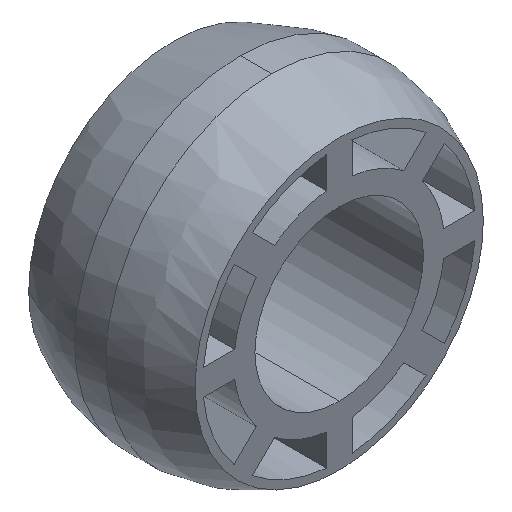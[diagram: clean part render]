
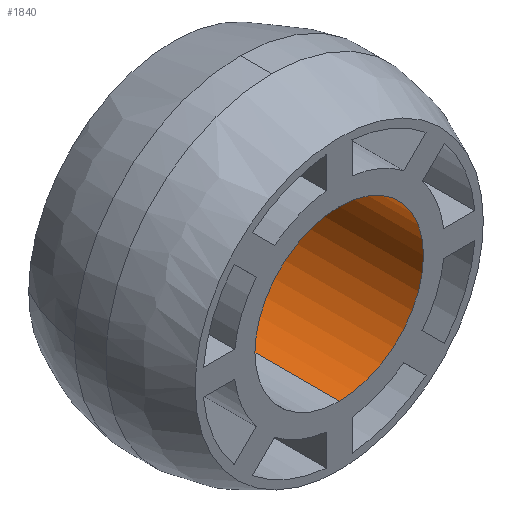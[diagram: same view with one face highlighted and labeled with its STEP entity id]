
A CAD part, isometric view. The second image highlights one B-rep face of the part: STEP entity #1840.
In plain terms, the highlighted cylindrical face has radius 6.433 mm (diameter 12.865 mm), a partial arc.
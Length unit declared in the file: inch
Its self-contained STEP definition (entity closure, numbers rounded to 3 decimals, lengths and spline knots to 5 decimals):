
#24 = CIRCLE ( 'NONE', #74, 0.25325 ) ;
#74 = AXIS2_PLACEMENT_3D ( 'NONE', #633, #3408, #1145 ) ;
#105 = EDGE_CURVE ( 'NONE', #1690, #2565, #2700, .T. ) ;
#137 = ORIENTED_EDGE ( 'NONE', *, *, #105, .F. ) ;
#211 = ORIENTED_EDGE ( 'NONE', *, *, #3146, .F. ) ;
#215 = DIRECTION ( 'NONE',  ( 0., 1., 0. ) ) ;
#247 = VECTOR ( 'NONE', #3572, 39.37008 ) ;
#439 = FACE_OUTER_BOUND ( 'NONE', #3500, .T. ) ;
#562 = CYLINDRICAL_SURFACE ( 'NONE', #3513, 0.25325 ) ;
#615 = ORIENTED_EDGE ( 'NONE', *, *, #3360, .F. ) ;
#633 = CARTESIAN_POINT ( 'NONE',  ( 0., 0.25, 0. ) ) ;
#740 = LINE ( 'NONE', #2164, #3625 ) ;
#867 = LINE ( 'NONE', #1316, #247 ) ;
#1145 = DIRECTION ( 'NONE',  ( 0., 0., 1. ) ) ;
#1153 = CARTESIAN_POINT ( 'NONE',  ( 0., -0.25, 0. ) ) ;
#1316 = CARTESIAN_POINT ( 'NONE',  ( 0., -0.25, -0.25325 ) ) ;
#1443 = DIRECTION ( 'NONE',  ( 0., 0., 1. ) ) ;
#1690 = VERTEX_POINT ( 'NONE', #2409 ) ;
#1840 = ADVANCED_FACE ( 'NONE', ( #439 ), #562, .F. ) ;
#1892 = CARTESIAN_POINT ( 'NONE',  ( 0., 0.25, 0.25325 ) ) ;
#2164 = CARTESIAN_POINT ( 'NONE',  ( 0., -0.25, 0.25325 ) ) ;
#2252 = CARTESIAN_POINT ( 'NONE',  ( 0., 0.25, -0.25325 ) ) ;
#2342 = VERTEX_POINT ( 'NONE', #1892 ) ;
#2352 = AXIS2_PLACEMENT_3D ( 'NONE', #1153, #2496, #1443 ) ;
#2390 = EDGE_CURVE ( 'NONE', #1690, #2342, #740, .T. ) ;
#2409 = CARTESIAN_POINT ( 'NONE',  ( 0., -0.25, 0.25325 ) ) ;
#2496 = DIRECTION ( 'NONE',  ( 0., 1., 0. ) ) ;
#2565 = VERTEX_POINT ( 'NONE', #3110 ) ;
#2694 = VERTEX_POINT ( 'NONE', #2252 ) ;
#2700 = CIRCLE ( 'NONE', #2352, 0.25325 ) ;
#3018 = DIRECTION ( 'NONE',  ( 0., 0., 1. ) ) ;
#3110 = CARTESIAN_POINT ( 'NONE',  ( 0., -0.25, -0.25325 ) ) ;
#3146 = EDGE_CURVE ( 'NONE', #2694, #2342, #24, .T. ) ;
#3283 = CARTESIAN_POINT ( 'NONE',  ( 0., -0.25, 0. ) ) ;
#3360 = EDGE_CURVE ( 'NONE', #2565, #2694, #867, .T. ) ;
#3373 = ORIENTED_EDGE ( 'NONE', *, *, #2390, .T. ) ;
#3408 = DIRECTION ( 'NONE',  ( 0., -1., 0. ) ) ;
#3500 = EDGE_LOOP ( 'NONE', ( #615, #137, #3373, #211 ) ) ;
#3513 = AXIS2_PLACEMENT_3D ( 'NONE', #3283, #215, #3018 ) ;
#3572 = DIRECTION ( 'NONE',  ( 0., 1., 0. ) ) ;
#3598 = DIRECTION ( 'NONE',  ( 0., 1., 0. ) ) ;
#3625 = VECTOR ( 'NONE', #3598, 39.37008 ) ;
